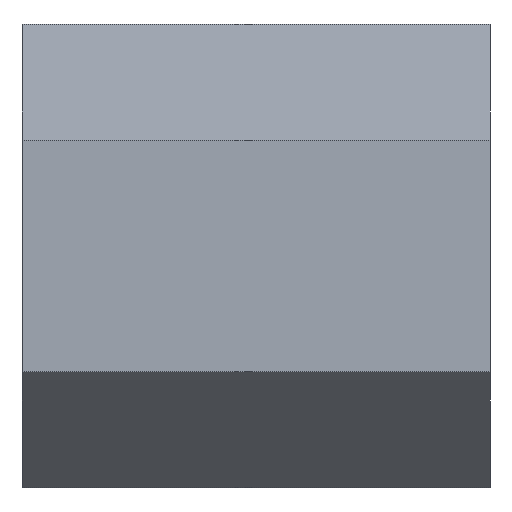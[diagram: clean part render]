
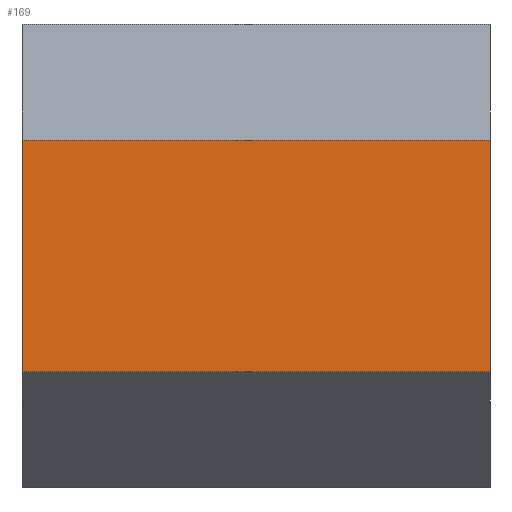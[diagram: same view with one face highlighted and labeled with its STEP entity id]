
A CAD part, left-side view. The second image highlights one B-rep face of the part: STEP entity #169.
In plain terms, the highlighted planar face has unit normal (-1, 0, 0).
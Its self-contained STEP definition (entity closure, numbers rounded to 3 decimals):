
#22=PLANE('',#194);
#31=FACE_OUTER_BOUND('',#40,.T.);
#40=EDGE_LOOP('',(#144,#145,#146,#147));
#47=LINE('',#252,#66);
#61=LINE('',#279,#80);
#62=LINE('',#281,#81);
#63=LINE('',#282,#82);
#66=VECTOR('',#209,10.);
#80=VECTOR('',#231,10.);
#81=VECTOR('',#234,10.);
#82=VECTOR('',#235,10.);
#88=VERTEX_POINT('',#249);
#89=VERTEX_POINT('',#251);
#97=VERTEX_POINT('',#275);
#98=VERTEX_POINT('',#277);
#103=EDGE_CURVE('',#88,#89,#47,.T.);
#117=EDGE_CURVE('',#97,#98,#61,.T.);
#118=EDGE_CURVE('',#88,#97,#62,.T.);
#119=EDGE_CURVE('',#89,#98,#63,.T.);
#144=ORIENTED_EDGE('',*,*,#118,.T.);
#145=ORIENTED_EDGE('',*,*,#117,.T.);
#146=ORIENTED_EDGE('',*,*,#119,.F.);
#147=ORIENTED_EDGE('',*,*,#103,.F.);
#169=ADVANCED_FACE('',(#31),#22,.T.);
#194=AXIS2_PLACEMENT_3D('',#280,#232,#233);
#209=DIRECTION('',(0.,1.,0.));
#231=DIRECTION('',(0.,1.,0.));
#232=DIRECTION('center_axis',(-1.,0.,0.));
#233=DIRECTION('ref_axis',(0.,0.,1.));
#234=DIRECTION('',(0.,0.,1.));
#235=DIRECTION('',(0.,0.,1.));
#249=CARTESIAN_POINT('',(-3.,0.,-1.732));
#251=CARTESIAN_POINT('',(-3.,7.,-1.732));
#252=CARTESIAN_POINT('',(-3.,0.,-1.732));
#275=CARTESIAN_POINT('',(-3.,0.,1.732));
#277=CARTESIAN_POINT('',(-3.,7.,1.732));
#279=CARTESIAN_POINT('',(-3.,0.,1.732));
#280=CARTESIAN_POINT('Origin',(-3.,0.,-1.732));
#281=CARTESIAN_POINT('',(-3.,0.,-1.732));
#282=CARTESIAN_POINT('',(-3.,7.,-1.732));
